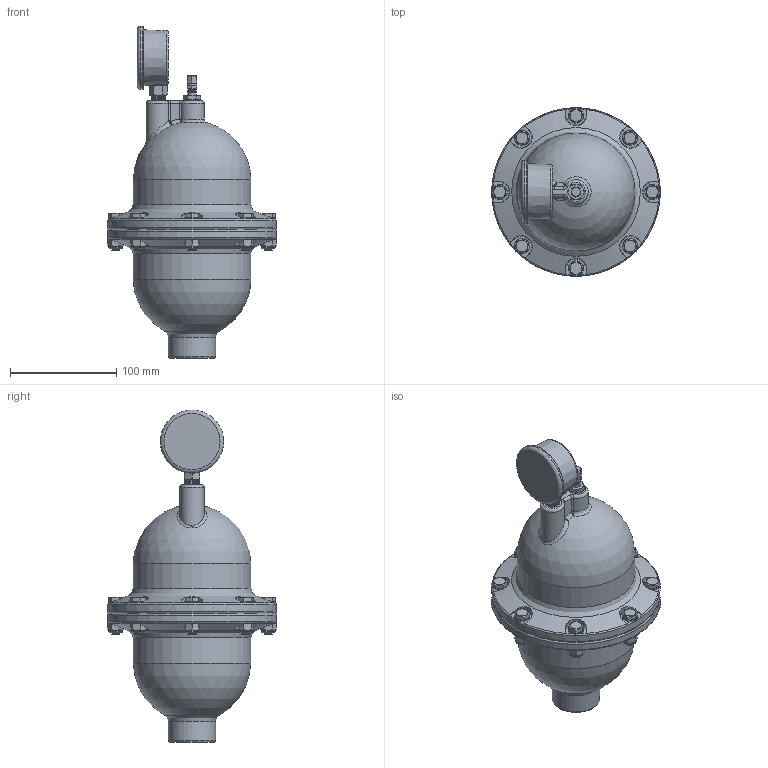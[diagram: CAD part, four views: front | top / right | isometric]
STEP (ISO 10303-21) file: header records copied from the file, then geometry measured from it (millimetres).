
FILE_DESCRIPTION((''),'2;1');
FILE_NAME('APHII-ALLOY_R0.ipt.stp','2017-07-10T10:04:58',(''),(''),'Autodesk Inventor 2009','Autodesk Inventor 2009','');
FILE_SCHEMA(('AUTOMOTIVE_DESIGN { 1 0 10303 214 1 1 1 1 }'));
Length unit declared in the file: inch
Products named in the file (1): APHII-ALLOY_R0
Bounding box: 158.75 x 158.75 x 312.79 mm (x, y, z)
Volume: 772279.5 mm3; surface area: 196837.3 mm2
Topology: 12 solids, 12 shells, 911 faces, 2178 edges, 1293 vertices
Faces by surface type: plane 312, bspline 272, cone 186, cylinder 113, torus 25, sphere 3
Full cylindrical faces by diameter (mm): 3.19 x1, 7.62 x1, 9.349 x1, 11.113 x1, 12.7 x8, 13.716 x2, 14.224 x8, 44.45 x1, 52.892 x1, 59.608 x1, 98.171 x2, 110.871 x2, 158.75 x2
Entity records: 36533 total; most frequent: CARTESIAN_POINT 17849, ORIENTED_EDGE 3738, DIRECTION 3156, EDGE_CURVE 1869, AXIS2_PLACEMENT_3D 1301, VERTEX_POINT 1232, EDGE_LOOP 1179, FACE_OUTER_BOUND 911
